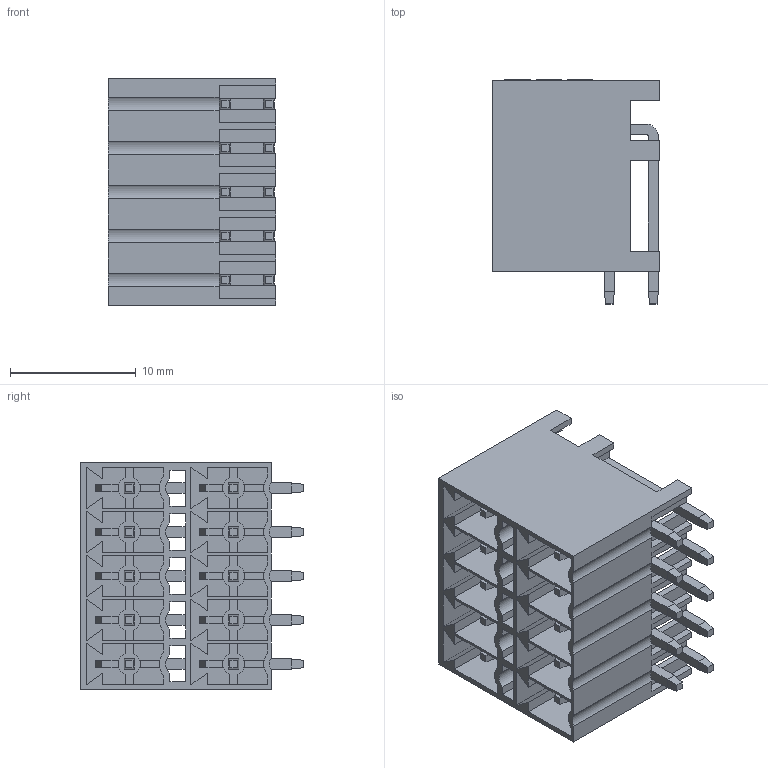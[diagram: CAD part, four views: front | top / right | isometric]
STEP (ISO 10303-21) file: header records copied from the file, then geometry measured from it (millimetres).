
FILE_DESCRIPTION((''),'2;1');
FILE_NAME('FTB35007-M10B2GNK_ASM','2023-06-12T10:05:24',('Administrator'),(''),'CREO PARAMETRIC BY PTC INC, 2021023','CREO PARAMETRIC BY PTC INC, 2021023','');
FILE_SCHEMA(('AUTOMOTIVE_DESIGN { 1 0 10303 214 1 1 1 1 }'));
Products named in the file (4): _1000; _10-10; _10-20; FTB35007-M10B2GNK_ASM
Assembly tree (11 placements, depth 2):
  FTB35007-M10B2GNK_ASM
    _1000
    _10-10  x5
    _10-20  x5
Bounding box: 13.3 x 17.82 x 18.1 mm (x, y, z)
Volume: 1235.2 mm3; surface area: 4932.2 mm2
Topology: 11 solids, 11 shells, 1864 faces, 5131 edges, 3394 vertices
Faces by surface type: plane 1764, cylinder 100
Entity records: 70113 total; most frequent: CARTESIAN_POINT 9766, ORIENTED_EDGE 9622, DIRECTION 8449, PRESENTATION_STYLE_ASSIGNMENT 4910, STYLED_ITEM 4828, CURVE_STYLE 4811, EDGE_CURVE 4811, VECTOR 4643
